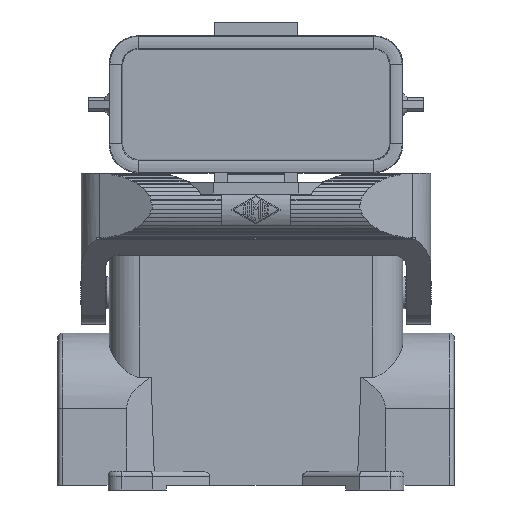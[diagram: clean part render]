
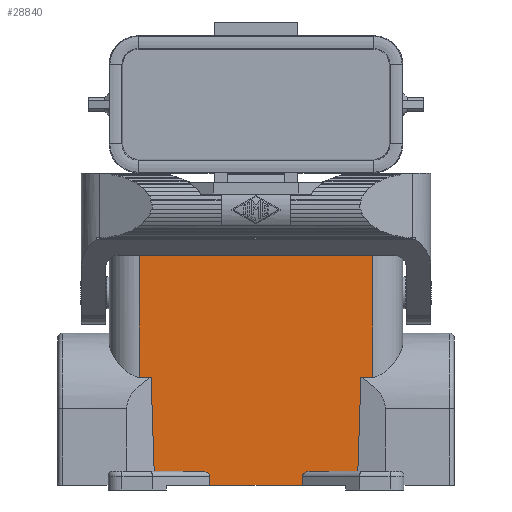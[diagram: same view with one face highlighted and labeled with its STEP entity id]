
A CAD part, front view. The second image highlights one B-rep face of the part: STEP entity #28840.
In plain terms, the highlighted face is planar.
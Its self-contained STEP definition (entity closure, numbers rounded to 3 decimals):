
#6670=CARTESIAN_POINT('',(103.524,43.148,
70.509));
#6680=VERTEX_POINT('',#6670);
#6710=CARTESIAN_POINT('',(47.024,43.148,
70.509));
#6720=DIRECTION('',(1.,0.,0.));
#6730=VECTOR('',#6720,1.);
#6740=LINE('',#6710,#6730);
#6750=CARTESIAN_POINT('',(101.028,43.148,
70.509));
#6760=VERTEX_POINT('',#6750);
#6770=EDGE_CURVE('',#6760,#6680,#6740,.T.);
#18030=CARTESIAN_POINT('',(56.677,43.148,
50.32));
#18040=VERTEX_POINT('',#18030);
#18070=CARTESIAN_POINT('',(58.316,43.148,0.));
#18080=DIRECTION('',(-0.033,0.,0.999));
#18090=VECTOR('',#18080,1.);
#18100=LINE('',#18070,#18090);
#18110=CARTESIAN_POINT('',(56.02,43.148,
70.509));
#18120=VERTEX_POINT('',#18110);
#18130=EDGE_CURVE('',#18040,#18120,#18100,.T.);
#26540=CARTESIAN_POINT('',(88.499,43.148,
49.32));
#26550=VERTEX_POINT('',#26540);
#26580=CARTESIAN_POINT('',(88.499,43.148,0.));
#26590=DIRECTION('',(0.,0.,-1.));
#26600=VECTOR('',#26590,1.);
#26610=LINE('',#26580,#26600);
#26620=CARTESIAN_POINT('',(88.499,43.148,
47.32));
#26630=VERTEX_POINT('',#26620);
#26640=EDGE_CURVE('',#26550,#26630,#26610,.T.);
#27900=CARTESIAN_POINT('',(0.,43.148,98.32));
#27910=DIRECTION('',(-0.,1.,0.));
#27920=DIRECTION('',(1.,0.,0.));
#27930=AXIS2_PLACEMENT_3D('',#27900,#27910,#27920);
#27940=PLANE('',#27930);
#27950=CARTESIAN_POINT('',(53.524,43.148,0.));
#27960=DIRECTION('',(0.,0.,1.));
#27970=VECTOR('',#27960,1.);
#27980=LINE('',#27950,#27970);
#27990=CARTESIAN_POINT('',(53.524,43.148,
70.509));
#28000=VERTEX_POINT('',#27990);
#28010=CARTESIAN_POINT('',(53.524,43.148,
98.32));
#28020=VERTEX_POINT('',#28010);
#28030=EDGE_CURVE('',#28000,#28020,#27980,.T.);
#28040=ORIENTED_EDGE('',*,*,#28030,.T.);
#28050=CARTESIAN_POINT('',(110.024,43.148,
70.509));
#28060=DIRECTION('',(-1.,0.,0.));
#28070=VECTOR('',#28060,1.);
#28080=LINE('',#28050,#28070);
#28090=EDGE_CURVE('',#18120,#28000,#28080,.T.);
#28100=ORIENTED_EDGE('',*,*,#28090,.T.);
#28110=ORIENTED_EDGE('',*,*,#18130,.T.);
#28120=CARTESIAN_POINT('',(0.,43.148,50.32));
#28130=DIRECTION('',(-1.,0.,0.));
#28140=VECTOR('',#28130,1.);
#28150=LINE('',#28120,#28140);
#28160=CARTESIAN_POINT('',(66.993,43.148,
50.32));
#28170=VERTEX_POINT('',#28160);
#28180=EDGE_CURVE('',#28170,#18040,#28150,.T.);
#28190=ORIENTED_EDGE('',*,*,#28180,.T.);
#28200=CARTESIAN_POINT('',(66.993,43.148,
49.32));
#28210=DIRECTION('',(0.,1.,0.));
#28220=DIRECTION('',(1.,0.,0.));
#28230=AXIS2_PLACEMENT_3D('',#28200,#28210,#28220);
#28240=ELLIPSE('',#28230,1.556,1.);
#28250=CARTESIAN_POINT('',(68.549,43.148,
49.32));
#28260=VERTEX_POINT('',#28250);
#28270=EDGE_CURVE('',#28170,#28260,#28240,.T.);
#28280=ORIENTED_EDGE('',*,*,#28270,.F.);
#28290=CARTESIAN_POINT('',(68.549,43.148,0.));
#28300=DIRECTION('',(0.,0.,-1.));
#28310=VECTOR('',#28300,1.);
#28320=LINE('',#28290,#28310);
#28330=CARTESIAN_POINT('',(68.549,43.148,
47.32));
#28340=VERTEX_POINT('',#28330);
#28350=EDGE_CURVE('',#28260,#28340,#28320,.T.);
#28360=ORIENTED_EDGE('',*,*,#28350,.F.);
#28370=CARTESIAN_POINT('',(0.,43.148,47.32));
#28380=DIRECTION('',(-1.,0.,0.));
#28390=VECTOR('',#28380,1.);
#28400=LINE('',#28370,#28390);
#28410=EDGE_CURVE('',#26630,#28340,#28400,.T.);
#28420=ORIENTED_EDGE('',*,*,#28410,.T.);
#28430=ORIENTED_EDGE('',*,*,#26640,.T.);
#28440=CARTESIAN_POINT('',(90.055,43.148,
49.32));
#28450=DIRECTION('',(0.,1.,0.));
#28460=DIRECTION('',(1.,0.,0.));
#28470=AXIS2_PLACEMENT_3D('',#28440,#28450,#28460);
#28480=ELLIPSE('',#28470,1.556,1.);
#28490=CARTESIAN_POINT('',(90.055,43.148,
50.32));
#28500=VERTEX_POINT('',#28490);
#28510=EDGE_CURVE('',#26550,#28500,#28480,.T.);
#28520=ORIENTED_EDGE('',*,*,#28510,.F.);
#28530=CARTESIAN_POINT('',(0.,43.148,50.32));
#28540=DIRECTION('',(1.,0.,0.));
#28550=VECTOR('',#28540,1.);
#28560=LINE('',#28530,#28550);
#28570=CARTESIAN_POINT('',(100.371,43.148,
50.32));
#28580=VERTEX_POINT('',#28570);
#28590=EDGE_CURVE('',#28500,#28580,#28560,.T.);
#28600=ORIENTED_EDGE('',*,*,#28590,.F.);
#28610=CARTESIAN_POINT('',(98.732,43.148,0.));
#28620=DIRECTION('',(0.033,0.,0.999));
#28630=VECTOR('',#28620,1.);
#28640=LINE('',#28610,#28630);
#28650=EDGE_CURVE('',#28580,#6760,#28640,.T.);
#28660=ORIENTED_EDGE('',*,*,#28650,.F.);
#28670=ORIENTED_EDGE('',*,*,#6770,.F.);
#28680=CARTESIAN_POINT('',(103.524,43.148,0.));
#28690=DIRECTION('',(0.,0.,1.));
#28700=VECTOR('',#28690,1.);
#28710=LINE('',#28680,#28700);
#28720=CARTESIAN_POINT('',(103.524,43.148,
98.32));
#28730=VERTEX_POINT('',#28720);
#28740=EDGE_CURVE('',#6680,#28730,#28710,.T.);
#28750=ORIENTED_EDGE('',*,*,#28740,.F.);
#28760=CARTESIAN_POINT('',(0.,43.148,98.32));
#28770=DIRECTION('',(1.,0.,0.));
#28780=VECTOR('',#28770,1.);
#28790=LINE('',#28760,#28780);
#28800=EDGE_CURVE('',#28020,#28730,#28790,.T.);
#28810=ORIENTED_EDGE('',*,*,#28800,.T.);
#28820=EDGE_LOOP('',(#28810,#28750,#28670,#28660,#28600,#28520,#28430,
#28420,#28360,#28280,#28190,#28110,#28100,#28040));
#28830=FACE_OUTER_BOUND('',#28820,.T.);
#28840=ADVANCED_FACE('',(#28830),#27940,.T.);
